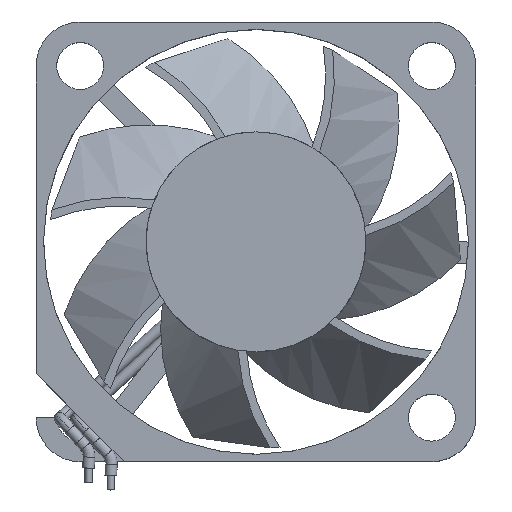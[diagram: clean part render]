
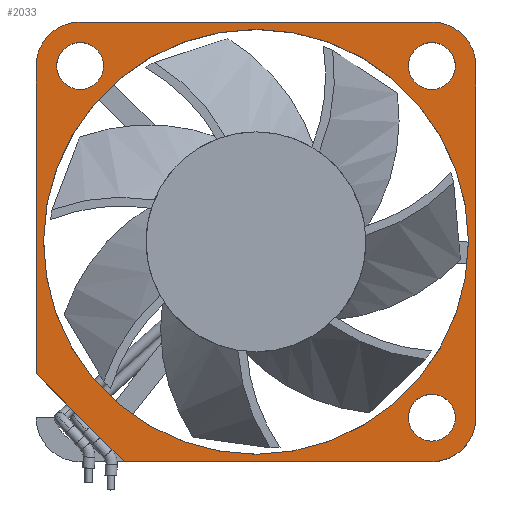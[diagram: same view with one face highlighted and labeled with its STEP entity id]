
A CAD part, top view. The second image highlights one B-rep face of the part: STEP entity #2033.
In plain terms, the highlighted planar face has unit normal (0, 0, 1).
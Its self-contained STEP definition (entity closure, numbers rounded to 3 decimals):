
#1457=CARTESIAN_POINT('',(10.4,12.,6.9));
#1458=VERTEX_POINT('',#1457);
#1467=CARTESIAN_POINT('',(13.6,12.,6.9));
#1468=VERTEX_POINT('',#1467);
#1469=CARTESIAN_POINT('',(12.,12.,6.9));
#1470=DIRECTION('',(0.0,0.0,-1.0));
#1471=DIRECTION('',(-1.0,0.0,0.0));
#1472=AXIS2_PLACEMENT_3D('',#1469,#1470,#1471);
#1473=CIRCLE('',#1472,1.6);
#1474=EDGE_CURVE('',#1468,#1458,#1473,.T.);
#1499=CARTESIAN_POINT('',(10.4,-12.,6.9));
#1500=VERTEX_POINT('',#1499);
#1509=CARTESIAN_POINT('',(13.6,-12.,6.9));
#1510=VERTEX_POINT('',#1509);
#1511=CARTESIAN_POINT('',(12.,-12.,6.9));
#1512=DIRECTION('',(0.0,0.0,-1.0));
#1513=DIRECTION('',(-1.0,0.0,0.0));
#1514=AXIS2_PLACEMENT_3D('',#1511,#1512,#1513);
#1515=CIRCLE('',#1514,1.6);
#1516=EDGE_CURVE('',#1510,#1500,#1515,.T.);
#1543=CARTESIAN_POINT('',(-14.5,0.,6.9));
#1544=VERTEX_POINT('',#1543);
#1560=CARTESIAN_POINT('',(14.5,0.,6.9));
#1561=VERTEX_POINT('',#1560);
#1568=CARTESIAN_POINT('',(0.,0.,6.9));
#1569=DIRECTION('',(0.0,0.0,-1.0));
#1570=DIRECTION('',(-1.0,0.0,0.0));
#1571=AXIS2_PLACEMENT_3D('',#1568,#1569,#1570);
#1572=CIRCLE('',#1571,14.5);
#1573=EDGE_CURVE('',#1544,#1561,#1572,.T.);
#1583=CARTESIAN_POINT('',(-13.6,12.,6.9));
#1584=VERTEX_POINT('',#1583);
#1593=CARTESIAN_POINT('',(-10.4,12.,6.9));
#1594=VERTEX_POINT('',#1593);
#1595=CARTESIAN_POINT('',(-12.,12.,6.9));
#1596=DIRECTION('',(0.0,0.0,-1.0));
#1597=DIRECTION('',(-1.0,0.0,0.0));
#1598=AXIS2_PLACEMENT_3D('',#1595,#1596,#1597);
#1599=CIRCLE('',#1598,1.6);
#1600=EDGE_CURVE('',#1594,#1584,#1599,.T.);
#1627=CARTESIAN_POINT('',(-15.0,-9.,6.9));
#1628=VERTEX_POINT('',#1627);
#1635=CARTESIAN_POINT('',(-15.,12.,6.9));
#1636=VERTEX_POINT('',#1635);
#1637=CARTESIAN_POINT('',(-15.,-9.,6.9));
#1638=DIRECTION('',(0.0,1.0,0.0));
#1639=VECTOR('',#1638,21.);
#1640=LINE('',#1637,#1639);
#1641=EDGE_CURVE('',#1628,#1636,#1640,.T.);
#1665=CARTESIAN_POINT('',(-9.,-15.,6.9));
#1666=VERTEX_POINT('',#1665);
#1683=CARTESIAN_POINT('',(12.0,-15.,6.9));
#1684=VERTEX_POINT('',#1683);
#1691=CARTESIAN_POINT('',(12.0,-15.,6.9));
#1692=DIRECTION('',(-1.0,0.0,0.0));
#1693=VECTOR('',#1692,21.);
#1694=LINE('',#1691,#1693);
#1695=EDGE_CURVE('',#1684,#1666,#1694,.T.);
#1714=CARTESIAN_POINT('',(-12.,12.,6.9));
#1715=DIRECTION('',(0.0,0.0,-1.0));
#1716=DIRECTION('',(-1.0,0.0,0.0));
#1717=AXIS2_PLACEMENT_3D('',#1714,#1715,#1716);
#1718=CIRCLE('',#1717,1.6);
#1719=EDGE_CURVE('',#1584,#1594,#1718,.T.);
#1730=CARTESIAN_POINT('',(0.,0.,6.9));
#1731=DIRECTION('',(0.0,0.0,-1.0));
#1732=DIRECTION('',(-1.0,0.0,0.0));
#1733=AXIS2_PLACEMENT_3D('',#1730,#1731,#1732);
#1734=CIRCLE('',#1733,14.5);
#1735=EDGE_CURVE('',#1561,#1544,#1734,.T.);
#1762=CARTESIAN_POINT('',(12.,-12.,6.9));
#1763=DIRECTION('',(0.0,0.0,-1.0));
#1764=DIRECTION('',(-1.0,0.0,0.0));
#1765=AXIS2_PLACEMENT_3D('',#1762,#1763,#1764);
#1766=CIRCLE('',#1765,1.6);
#1767=EDGE_CURVE('',#1500,#1510,#1766,.T.);
#1786=CARTESIAN_POINT('',(12.,12.,6.9));
#1787=DIRECTION('',(0.0,0.0,-1.0));
#1788=DIRECTION('',(-1.0,0.0,0.0));
#1789=AXIS2_PLACEMENT_3D('',#1786,#1787,#1788);
#1790=CIRCLE('',#1789,1.6);
#1791=EDGE_CURVE('',#1458,#1468,#1790,.T.);
#1811=CARTESIAN_POINT('',(-12.,15.,6.9));
#1812=VERTEX_POINT('',#1811);
#1813=CARTESIAN_POINT('',(-12.,12.,6.9));
#1814=DIRECTION('',(0.,0.,-1.0));
#1815=DIRECTION('',(-0.707,0.707,0.));
#1816=AXIS2_PLACEMENT_3D('',#1813,#1814,#1815);
#1817=CIRCLE('',#1816,3.);
#1818=EDGE_CURVE('',#1636,#1812,#1817,.T.);
#1843=CARTESIAN_POINT('',(15.,-12.,6.9));
#1844=VERTEX_POINT('',#1843);
#1851=CARTESIAN_POINT('',(12.,-12.,6.9));
#1852=DIRECTION('',(0.,0.,-1.0));
#1853=DIRECTION('',(0.707,-0.707,0.));
#1854=AXIS2_PLACEMENT_3D('',#1851,#1852,#1853);
#1855=CIRCLE('',#1854,3.);
#1856=EDGE_CURVE('',#1844,#1684,#1855,.T.);
#1875=CARTESIAN_POINT('',(15.,12.,6.9));
#1876=VERTEX_POINT('',#1875);
#1883=CARTESIAN_POINT('',(15.,12.,6.9));
#1884=DIRECTION('',(0.0,-1.0,0.0));
#1885=VECTOR('',#1884,24.);
#1886=LINE('',#1883,#1885);
#1887=EDGE_CURVE('',#1876,#1844,#1886,.T.);
#1907=CARTESIAN_POINT('',(12.,15.0,6.9));
#1908=VERTEX_POINT('',#1907);
#1915=CARTESIAN_POINT('',(12.,12.,6.9));
#1916=DIRECTION('',(0.,0.,-1.0));
#1917=DIRECTION('',(0.707,0.707,0.));
#1918=AXIS2_PLACEMENT_3D('',#1915,#1916,#1917);
#1919=CIRCLE('',#1918,3.);
#1920=EDGE_CURVE('',#1908,#1876,#1919,.T.);
#1938=CARTESIAN_POINT('',(-12.,15.,6.9));
#1939=DIRECTION('',(1.0,0.0,0.0));
#1940=VECTOR('',#1939,24.);
#1941=LINE('',#1938,#1940);
#1942=EDGE_CURVE('',#1812,#1908,#1941,.T.);
#1960=CARTESIAN_POINT('',(-15.,-9.,6.9));
#1961=DIRECTION('',(0.707,-0.707,0.));
#1962=VECTOR('',#1961,8.485);
#1963=LINE('',#1960,#1962);
#1964=EDGE_CURVE('',#1628,#1666,#1963,.T.);
#2002=CARTESIAN_POINT('',(-11.603,-11.603,6.9));
#2003=DIRECTION('',(0.0,0.0,-1.0));
#2004=DIRECTION('',(0.0,1.0,0.0));
#2005=AXIS2_PLACEMENT_3D('',#2002,#2003,#2004);
#2006=PLANE('',#2005);
#2007=ORIENTED_EDGE('',*,*,#1964,.T.);
#2008=ORIENTED_EDGE('',*,*,#1695,.F.);
#2009=ORIENTED_EDGE('',*,*,#1856,.F.);
#2010=ORIENTED_EDGE('',*,*,#1887,.F.);
#2011=ORIENTED_EDGE('',*,*,#1920,.F.);
#2012=ORIENTED_EDGE('',*,*,#1942,.F.);
#2013=ORIENTED_EDGE('',*,*,#1818,.F.);
#2014=ORIENTED_EDGE('',*,*,#1641,.F.);
#2015=EDGE_LOOP('',(#2007,#2008,#2009,#2010,#2011,#2012,#2013,#2014));
#2016=FACE_OUTER_BOUND('',#2015,.T.);
#2017=ORIENTED_EDGE('',*,*,#1719,.T.);
#2018=ORIENTED_EDGE('',*,*,#1600,.T.);
#2019=EDGE_LOOP('',(#2017,#2018));
#2020=FACE_BOUND('',#2019,.T.);
#2021=ORIENTED_EDGE('',*,*,#1573,.T.);
#2022=ORIENTED_EDGE('',*,*,#1735,.T.);
#2023=EDGE_LOOP('',(#2021,#2022));
#2024=FACE_BOUND('',#2023,.T.);
#2025=ORIENTED_EDGE('',*,*,#1767,.T.);
#2026=ORIENTED_EDGE('',*,*,#1516,.T.);
#2027=EDGE_LOOP('',(#2025,#2026));
#2028=FACE_BOUND('',#2027,.T.);
#2029=ORIENTED_EDGE('',*,*,#1791,.T.);
#2030=ORIENTED_EDGE('',*,*,#1474,.T.);
#2031=EDGE_LOOP('',(#2029,#2030));
#2032=FACE_BOUND('',#2031,.T.);
#2033=ADVANCED_FACE('',(#2016,#2020,#2024,#2028,#2032),#2006,.F.);
